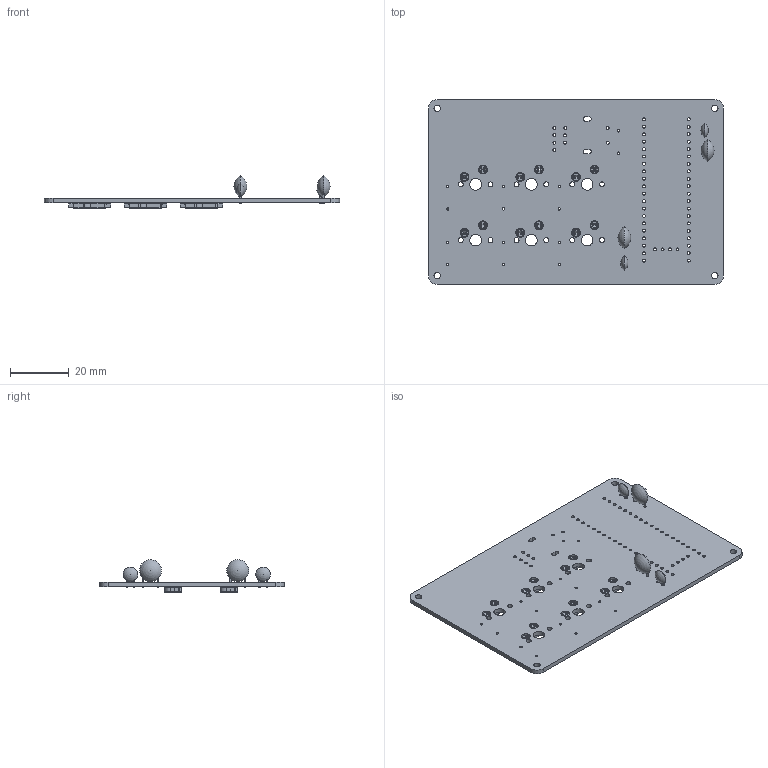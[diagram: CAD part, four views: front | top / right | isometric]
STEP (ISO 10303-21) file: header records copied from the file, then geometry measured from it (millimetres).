
FILE_DESCRIPTION(('KiCad electronic assembly'),'2;1');
FILE_NAME('vWAN-macropad.step','2025-09-15T21:54:43',('Pcbnew'),('Kicad' ),'Open CASCADE STEP processor 7.8','KiCad to STEP converter', 'Unknown');
FILE_SCHEMA(('AUTOMOTIVE_DESIGN { 1 0 10303 214 1 1 1 1 }'));
Length unit declared in the file: millimetre
Products named in the file (5): vWAN-macropad 1; C_Disc_D7.5mm_W4.4mm_P5.00mm; C_Disc_D5.0mm_W2.5mm_P2.50mm; MX-Hotswap-Socket; vWAN-macropad_PCB
Assembly tree (11 placements, depth 2):
  vWAN-macropad 1
    C_Disc_D7.5mm_W4.4mm_P5.00mm  x2
    C_Disc_D5.0mm_W2.5mm_P2.50mm  x2
    MX-Hotswap-Socket  x6
    vWAN-macropad_PCB
Bounding box: 100.84 x 63.12 x 11.13 mm (x, y, z)
Volume: 10058.3 mm3; surface area: 15414.3 mm2
Topology: 11 solids, 11 shells, 1567 faces, 4217 edges, 2700 vertices
Faces by surface type: plane 852, cylinder 563, cone 120, torus 24, sphere 8
Full cylindrical faces by diameter (mm): 0.5 x8, 0.8 x22, 1 x53, 1.702 x12, 2.2 x4, 2.9 x12, 3 x12, 3.988 x6
Entity records: 14147 total; most frequent: CARTESIAN_POINT 2744, DIRECTION 2163, ORIENTED_EDGE 2068, EDGE_CURVE 1034, AXIS2_PLACEMENT_3D 790, VERTEX_POINT 673, FACE_BOUND 607, EDGE_LOOP 607
